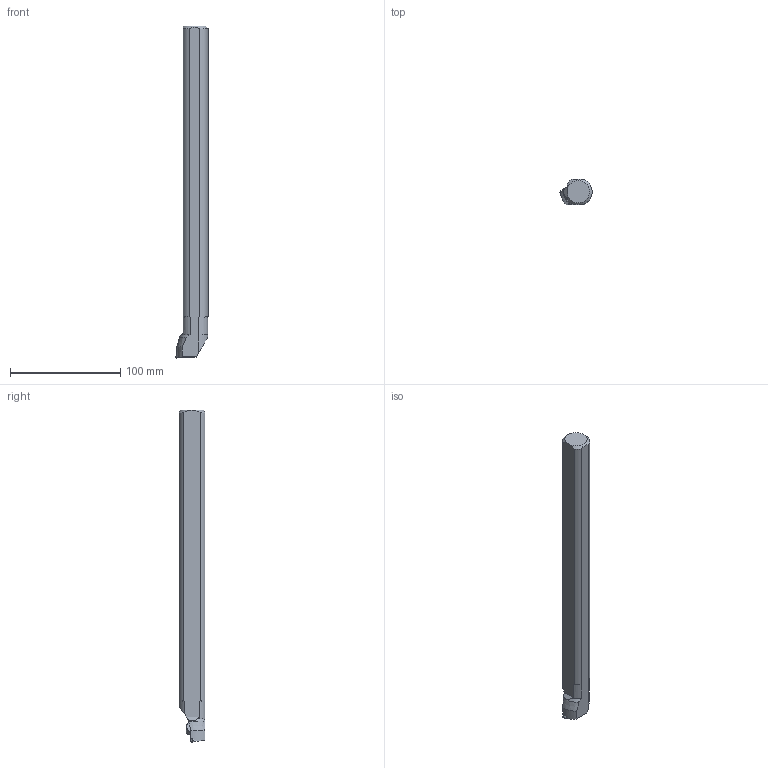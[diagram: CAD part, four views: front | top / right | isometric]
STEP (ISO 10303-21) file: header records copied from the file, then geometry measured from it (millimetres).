
FILE_DESCRIPTION(/* description */ ('3-D model version:1'),/* implementation_level */ '2;1');
FILE_NAME(/* name */ 'S25T-CTFPR16',/* time_stamp */ '2016-01-22T17:30:58+01:00',/* author */ ('InteractiveCad'),/* organization */ ('AB Sandvik Coromant'),/* preprocessor_version */ 'ST-DEVELOPER v15',/* originating_system */ 'SIEMENS PLM Software NX 8.5',/* authorisation */ '');
FILE_SCHEMA (('AP203_CONFIGURATION_CONTROLLED_3D_DESIGN_OF_MECHANICAL_PARTS_AND_ASSEMBLIES_MIM_LF { 1 0 10303 403 2 1 2}'));
Length unit declared in the file: millimetre
Products named in the file (1): S25T_CTFPR16_SIM
Bounding box: 29.36 x 23 x 301.5 mm (x, y, z)
Volume: 132037 mm3; surface area: 24368.7 mm2
Topology: 3 solids, 3 shells, 67 faces, 180 edges, 117 vertices
Faces by surface type: plane 31, cylinder 21, cone 10, bspline 3, sphere 2
Full cylindrical faces by diameter (mm): 8.85 x1
Entity records: 2433 total; most frequent: CARTESIAN_POINT 701, ORIENTED_EDGE 352, DIRECTION 323, EDGE_CURVE 176, AXIS2_PLACEMENT_3D 118, VERTEX_POINT 116, LINE 87, VECTOR 87
